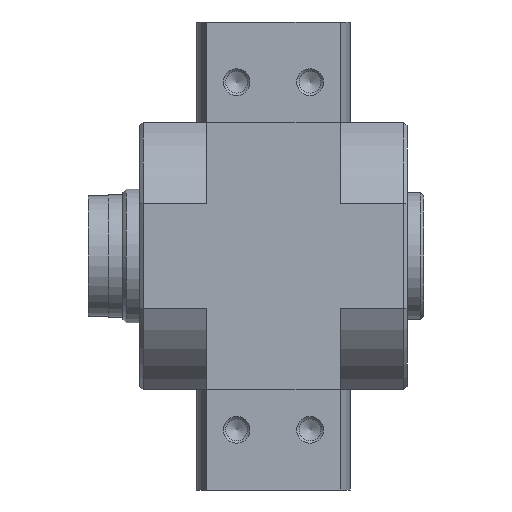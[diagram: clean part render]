
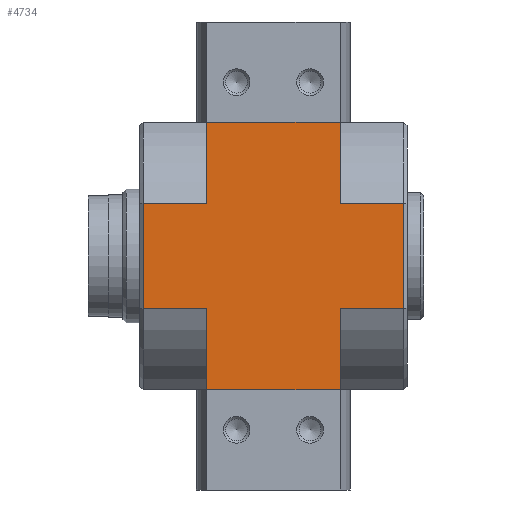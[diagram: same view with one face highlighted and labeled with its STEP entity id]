
A CAD part, left-side view. The second image highlights one B-rep face of the part: STEP entity #4734.
In plain terms, the highlighted planar face has unit normal (-1, 0, 0).
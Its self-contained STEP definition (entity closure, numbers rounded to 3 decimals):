
#294=LINE('',#7058,#558);
#302=LINE('',#7125,#566);
#309=LINE('',#7184,#573);
#310=LINE('',#7187,#574);
#311=LINE('',#7188,#575);
#312=LINE('',#7190,#576);
#313=LINE('',#7192,#577);
#314=LINE('',#7194,#578);
#315=LINE('',#7196,#579);
#316=LINE('',#7197,#580);
#317=LINE('',#7199,#581);
#318=LINE('',#7201,#582);
#558=VECTOR('',#5618,1000.);
#566=VECTOR('',#5646,1000.);
#573=VECTOR('',#5673,1000.);
#574=VECTOR('',#5674,1000.);
#575=VECTOR('',#5675,1000.);
#576=VECTOR('',#5676,1000.);
#577=VECTOR('',#5677,1000.);
#578=VECTOR('',#5678,1000.);
#579=VECTOR('',#5679,1000.);
#580=VECTOR('',#5680,1000.);
#581=VECTOR('',#5681,1000.);
#582=VECTOR('',#5682,1000.);
#904=ORIENTED_EDGE('',*,*,#1979,.T.);
#905=ORIENTED_EDGE('',*,*,#1980,.T.);
#906=ORIENTED_EDGE('',*,*,#1939,.F.);
#907=ORIENTED_EDGE('',*,*,#1981,.T.);
#908=ORIENTED_EDGE('',*,*,#1982,.T.);
#909=ORIENTED_EDGE('',*,*,#1983,.F.);
#910=ORIENTED_EDGE('',*,*,#1984,.T.);
#911=ORIENTED_EDGE('',*,*,#1985,.T.);
#912=ORIENTED_EDGE('',*,*,#1960,.T.);
#913=ORIENTED_EDGE('',*,*,#1986,.T.);
#914=ORIENTED_EDGE('',*,*,#1987,.T.);
#915=ORIENTED_EDGE('',*,*,#1988,.T.);
#1939=EDGE_CURVE('',#2478,#2479,#294,.T.);
#1960=EDGE_CURVE('',#2496,#2495,#302,.T.);
#1979=EDGE_CURVE('',#2510,#2511,#309,.T.);
#1980=EDGE_CURVE('',#2511,#2479,#310,.F.);
#1981=EDGE_CURVE('',#2478,#2512,#311,.T.);
#1982=EDGE_CURVE('',#2512,#2513,#312,.T.);
#1983=EDGE_CURVE('',#2514,#2513,#313,.T.);
#1984=EDGE_CURVE('',#2514,#2515,#314,.T.);
#1985=EDGE_CURVE('',#2515,#2496,#315,.F.);
#1986=EDGE_CURVE('',#2495,#2516,#316,.T.);
#1987=EDGE_CURVE('',#2516,#2517,#317,.T.);
#1988=EDGE_CURVE('',#2517,#2510,#318,.T.);
#2478=VERTEX_POINT('',#7057);
#2479=VERTEX_POINT('',#7059);
#2495=VERTEX_POINT('',#7124);
#2496=VERTEX_POINT('',#7126);
#2510=VERTEX_POINT('',#7185);
#2511=VERTEX_POINT('',#7186);
#2512=VERTEX_POINT('',#7189);
#2513=VERTEX_POINT('',#7191);
#2514=VERTEX_POINT('',#7193);
#2515=VERTEX_POINT('',#7195);
#2516=VERTEX_POINT('',#7198);
#2517=VERTEX_POINT('',#7200);
#3105=EDGE_LOOP('',(#904,#905,#906,#907,#908,#909,#910,#911,#912,#913,#914,
#915));
#3517=FACE_BOUND('',#3105,.T.);
#3926=PLANE('',#5066);
#4734=ADVANCED_FACE('',(#3517),#3926,.F.);
#5066=AXIS2_PLACEMENT_3D('',#7183,#5671,#5672);
#5618=DIRECTION('',(0.,0.,-1.));
#5646=DIRECTION('',(0.,0.,-1.));
#5671=DIRECTION('',(1.,0.,0.));
#5672=DIRECTION('',(0.,0.,-1.));
#5673=DIRECTION('',(0.,0.,1.));
#5674=DIRECTION('',(0.,1.,0.));
#5675=DIRECTION('',(0.,1.,0.));
#5676=DIRECTION('',(0.,0.,1.));
#5677=DIRECTION('',(0.,-1.,0.));
#5678=DIRECTION('',(0.,0.,-1.));
#5679=DIRECTION('',(0.,-1.,0.));
#5680=DIRECTION('',(0.,-1.,0.));
#5681=DIRECTION('',(0.,0.,-1.));
#5682=DIRECTION('',(0.,-1.,0.));
#7057=CARTESIAN_POINT('',(-20.,-19.5,7.89));
#7058=CARTESIAN_POINT('',(-20.,-19.5,20.));
#7059=CARTESIAN_POINT('',(-20.,-19.5,-7.89));
#7124=CARTESIAN_POINT('',(-20.,19.5,-7.89));
#7125=CARTESIAN_POINT('',(-20.,19.5,20.));
#7126=CARTESIAN_POINT('',(-20.,19.5,7.89));
#7183=CARTESIAN_POINT('',(-20.,19.5,20.));
#7184=CARTESIAN_POINT('',(-20.,-10.,20.));
#7185=CARTESIAN_POINT('',(-20.,-10.,-20.));
#7186=CARTESIAN_POINT('',(-20.,-10.,-7.89));
#7187=CARTESIAN_POINT('',(-20.,-10.,-7.89));
#7188=CARTESIAN_POINT('',(-20.,-10.,7.89));
#7189=CARTESIAN_POINT('',(-20.,-10.,7.89));
#7190=CARTESIAN_POINT('',(-20.,-10.,20.));
#7191=CARTESIAN_POINT('',(-20.,-10.,20.));
#7192=CARTESIAN_POINT('',(-20.,19.5,20.));
#7193=CARTESIAN_POINT('',(-20.,10.,20.));
#7194=CARTESIAN_POINT('',(-20.,10.,20.));
#7195=CARTESIAN_POINT('',(-20.,10.,7.89));
#7196=CARTESIAN_POINT('',(-20.,10.,7.89));
#7197=CARTESIAN_POINT('',(-20.,10.,-7.89));
#7198=CARTESIAN_POINT('',(-20.,10.,-7.89));
#7199=CARTESIAN_POINT('',(-20.,10.,20.));
#7200=CARTESIAN_POINT('',(-20.,10.,-20.));
#7201=CARTESIAN_POINT('',(-20.,19.5,-20.));
